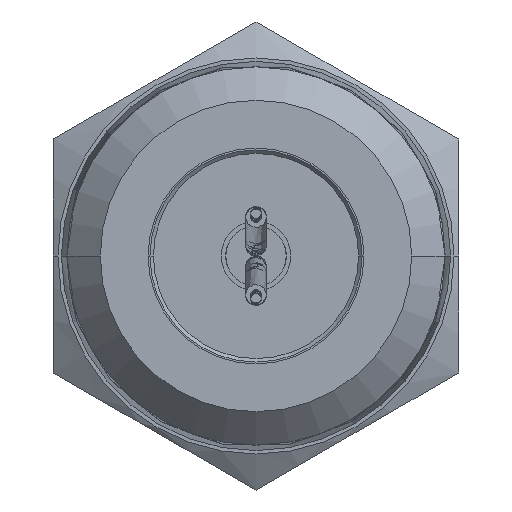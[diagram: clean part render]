
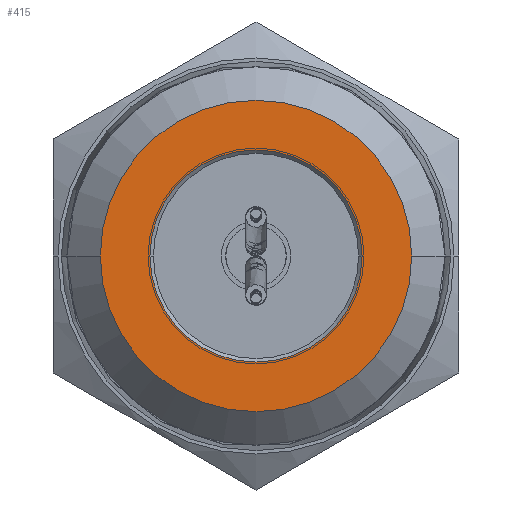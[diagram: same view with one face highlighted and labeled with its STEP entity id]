
A CAD part, left-side view. The second image highlights one B-rep face of the part: STEP entity #415.
In plain terms, the highlighted planar face has unit normal (-1, 0, 0).
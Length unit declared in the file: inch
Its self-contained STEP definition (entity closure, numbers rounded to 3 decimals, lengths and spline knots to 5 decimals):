
#7 = DIRECTION ( 'NONE',  ( 0., -1., 0. ) ) ;
#33 = PLANE ( 'NONE',  #706 ) ;
#153 = EDGE_CURVE ( 'NONE', #1638, #1797, #973, .T. ) ;
#177 = CARTESIAN_POINT ( 'NONE',  ( -1.22, 0.229, 0. ) ) ;
#187 = AXIS2_PLACEMENT_3D ( 'NONE', #2181, #307, #1131 ) ;
#302 = EDGE_CURVE ( 'NONE', #1797, #1638, #1372, .T. ) ;
#307 = DIRECTION ( 'NONE',  ( -1., 0., 0. ) ) ;
#351 = CARTESIAN_POINT ( 'NONE',  ( -1.22, 0.33611, 0. ) ) ;
#415 = ADVANCED_FACE ( 'NONE', ( #2079, #2274 ), #33, .T. ) ;
#445 = EDGE_LOOP ( 'NONE', ( #2411, #1297 ) ) ;
#458 = VERTEX_POINT ( 'NONE', #2104 ) ;
#477 = CIRCLE ( 'NONE', #718, 0.229 ) ;
#608 = VERTEX_POINT ( 'NONE', #177 ) ;
#688 = EDGE_LOOP ( 'NONE', ( #2152, #2159 ) ) ;
#706 = AXIS2_PLACEMENT_3D ( 'NONE', #2116, #1715, #775 ) ;
#718 = AXIS2_PLACEMENT_3D ( 'NONE', #1106, #2408, #2064 ) ;
#775 = DIRECTION ( 'NONE',  ( 0., -1., 0. ) ) ;
#929 = CARTESIAN_POINT ( 'NONE',  ( -1.22, -0.33611, 0. ) ) ;
#973 = CIRCLE ( 'NONE', #1298, 0.33611 ) ;
#1106 = CARTESIAN_POINT ( 'NONE',  ( -1.22, 0., 0. ) ) ;
#1131 = DIRECTION ( 'NONE',  ( 0., 1., 0. ) ) ;
#1297 = ORIENTED_EDGE ( 'NONE', *, *, #1809, .T. ) ;
#1298 = AXIS2_PLACEMENT_3D ( 'NONE', #1332, #1909, #1900 ) ;
#1332 = CARTESIAN_POINT ( 'NONE',  ( -1.22, 0., 0. ) ) ;
#1372 = CIRCLE ( 'NONE', #187, 0.33611 ) ;
#1497 = CARTESIAN_POINT ( 'NONE',  ( -1.22, 0., 0. ) ) ;
#1541 = CIRCLE ( 'NONE', #2214, 0.229 ) ;
#1638 = VERTEX_POINT ( 'NONE', #929 ) ;
#1712 = DIRECTION ( 'NONE',  ( 1., 0., 0. ) ) ;
#1715 = DIRECTION ( 'NONE',  ( -1., 0., 0. ) ) ;
#1797 = VERTEX_POINT ( 'NONE', #351 ) ;
#1809 = EDGE_CURVE ( 'NONE', #608, #458, #1541, .T. ) ;
#1825 = EDGE_CURVE ( 'NONE', #458, #608, #477, .T. ) ;
#1900 = DIRECTION ( 'NONE',  ( 0., 1., 0. ) ) ;
#1909 = DIRECTION ( 'NONE',  ( -1., 0., 0. ) ) ;
#2064 = DIRECTION ( 'NONE',  ( 0., -1., 0. ) ) ;
#2079 = FACE_BOUND ( 'NONE', #445, .T. ) ;
#2104 = CARTESIAN_POINT ( 'NONE',  ( -1.22, -0.229, 0. ) ) ;
#2116 = CARTESIAN_POINT ( 'NONE',  ( -1.22, -0.20305, 0. ) ) ;
#2152 = ORIENTED_EDGE ( 'NONE', *, *, #302, .T. ) ;
#2159 = ORIENTED_EDGE ( 'NONE', *, *, #153, .T. ) ;
#2181 = CARTESIAN_POINT ( 'NONE',  ( -1.22, 0., 0. ) ) ;
#2214 = AXIS2_PLACEMENT_3D ( 'NONE', #1497, #1712, #7 ) ;
#2274 = FACE_OUTER_BOUND ( 'NONE', #688, .T. ) ;
#2408 = DIRECTION ( 'NONE',  ( 1., 0., 0. ) ) ;
#2411 = ORIENTED_EDGE ( 'NONE', *, *, #1825, .T. ) ;
